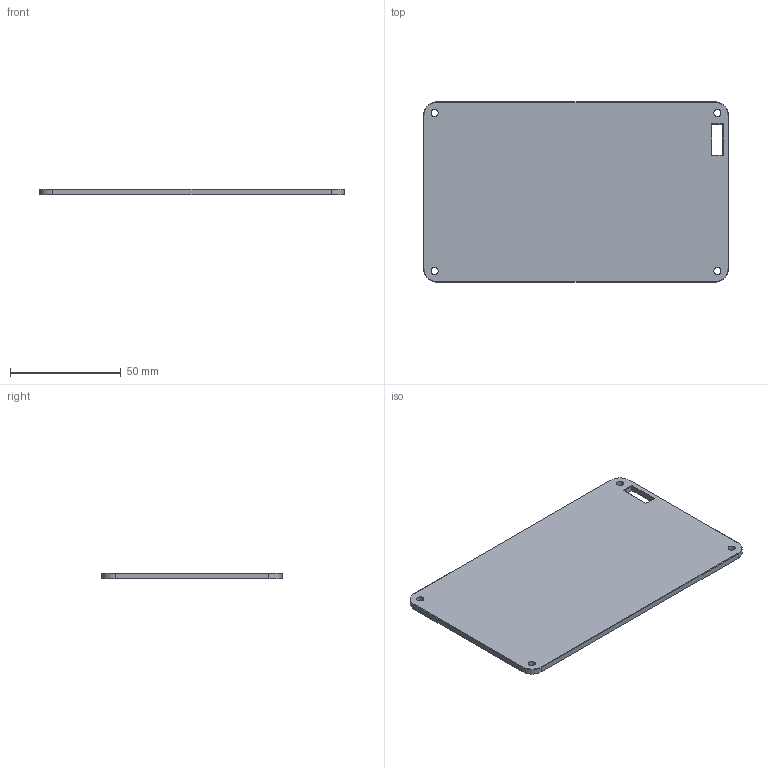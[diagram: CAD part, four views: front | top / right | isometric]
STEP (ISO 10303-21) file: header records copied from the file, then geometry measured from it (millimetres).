
FILE_DESCRIPTION(/* description */ (''),/* implementation_level */ '2;1');
FILE_NAME(/* name */ 'Nextion4.3_case.step',/* time_stamp */ '2018-04-27T12:33:55+02:00',/* author */ ('M.rasAXGDJ'),/* organization */ (''),/* preprocessor_version */ 'ST-DEVELOPER v17',/* originating_system */ 'Autodesk Translation Framework v7.1.0.215',/* authorisation */ '');
FILE_SCHEMA (('AUTOMOTIVE_DESIGN { 1 0 10303 214 3 1 1 }'));
Length unit declared in the file: millimetre
Products named in the file (1): Nextion4.3_frontPanel
Bounding box: 137.5 x 81.3 x 2.64 mm (x, y, z)
Volume: 29107.1 mm3; surface area: 23369.4 mm2
Topology: 1 solids, 1 shells, 30 faces, 72 edges, 44 vertices
Faces by surface type: plane 18, cylinder 8, cone 4
Full cylindrical faces by diameter (mm): 3.2 x4
Entity records: 902 total; most frequent: DIRECTION 154, CARTESIAN_POINT 147, ORIENTED_EDGE 144, EDGE_CURVE 72, LINE 52, VECTOR 52, AXIS2_PLACEMENT_3D 51, VERTEX_POINT 44
